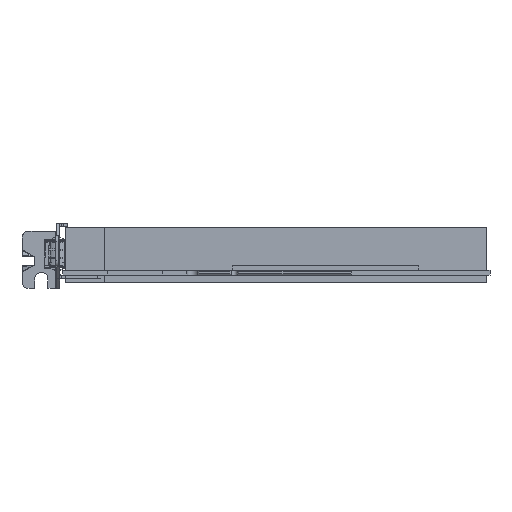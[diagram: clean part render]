
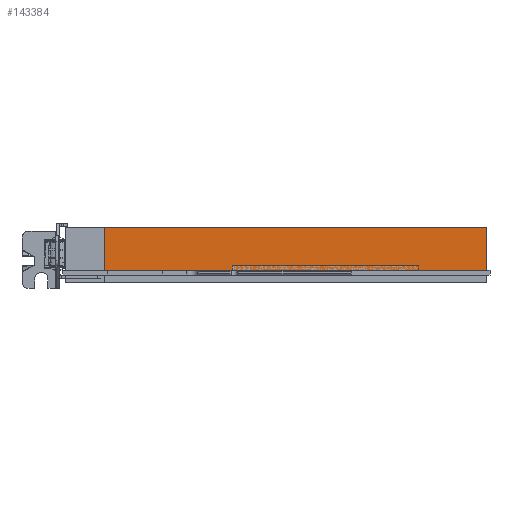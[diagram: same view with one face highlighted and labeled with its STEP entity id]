
A CAD part, front view. The second image highlights one B-rep face of the part: STEP entity #143384.
In plain terms, the highlighted planar face has unit normal (0, 1, 0).
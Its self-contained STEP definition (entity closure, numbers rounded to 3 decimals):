
#17730=LINE('',#239350,#34542);
#17732=LINE('',#239354,#34544);
#17733=LINE('',#239356,#34545);
#17734=LINE('',#239357,#34546);
#34542=VECTOR('',#189329,14.4);
#34544=VECTOR('',#189333,127.24);
#34545=VECTOR('',#189334,14.4);
#34546=VECTOR('',#189335,127.24);
#43988=PLANE('',#153146);
#51676=FACE_OUTER_BOUND('',#59366,.T.);
#59366=EDGE_LOOP('',(#134850,#134851,#134852,#134853));
#74857=VERTEX_POINT('',#239347);
#74858=VERTEX_POINT('',#239349);
#74859=VERTEX_POINT('',#239353);
#74860=VERTEX_POINT('',#239355);
#94873=EDGE_CURVE('',#74857,#74858,#17730,.T.);
#94875=EDGE_CURVE('',#74859,#74857,#17732,.T.);
#94876=EDGE_CURVE('',#74859,#74860,#17733,.T.);
#94877=EDGE_CURVE('',#74860,#74858,#17734,.T.);
#134850=ORIENTED_EDGE('',*,*,#94875,.F.);
#134851=ORIENTED_EDGE('',*,*,#94876,.T.);
#134852=ORIENTED_EDGE('',*,*,#94877,.T.);
#134853=ORIENTED_EDGE('',*,*,#94873,.F.);
#143384=ADVANCED_FACE('',(#51676),#43988,.F.);
#153146=AXIS2_PLACEMENT_3D('',#239352,#189331,#189332);
#189329=DIRECTION('',(0.,0.,1.));
#189331=DIRECTION('center_axis',(0.,-1.,0.));
#189332=DIRECTION('ref_axis',(1.,0.,0.));
#189333=DIRECTION('',(1.,0.,0.));
#189334=DIRECTION('',(0.,0.,1.));
#189335=DIRECTION('',(1.,0.,0.));
#239347=CARTESIAN_POINT('',(141.24,13.751,1.585));
#239349=CARTESIAN_POINT('',(141.24,13.751,15.985));
#239350=CARTESIAN_POINT('',(141.24,13.751,1.585));
#239352=CARTESIAN_POINT('Origin',(14.,13.751,1.585));
#239353=CARTESIAN_POINT('',(14.,13.751,1.585));
#239354=CARTESIAN_POINT('',(14.,13.751,1.585));
#239355=CARTESIAN_POINT('',(14.,13.751,15.985));
#239356=CARTESIAN_POINT('',(14.,13.751,1.585));
#239357=CARTESIAN_POINT('',(14.,13.751,15.985));
